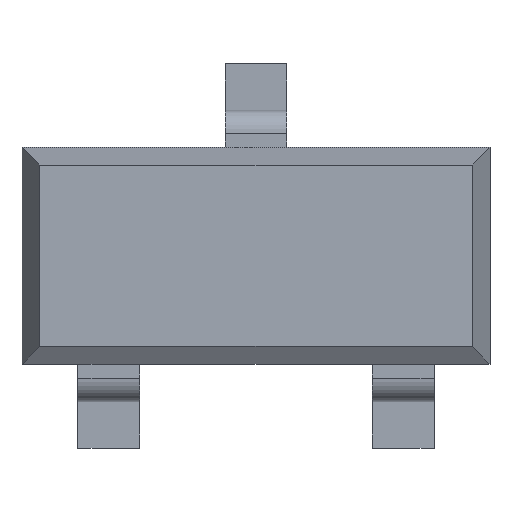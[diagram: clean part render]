
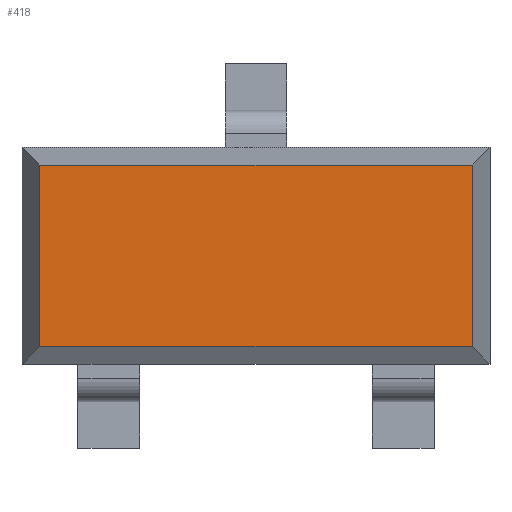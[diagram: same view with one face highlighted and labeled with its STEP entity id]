
A CAD part, top view. The second image highlights one B-rep face of the part: STEP entity #418.
In plain terms, the highlighted planar face has unit normal (0, 0, 1).
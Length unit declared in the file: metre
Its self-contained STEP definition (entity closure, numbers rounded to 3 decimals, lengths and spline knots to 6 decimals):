
#344 = EDGE_CURVE( '', #822, #734, #823, .T. );
#414 = EDGE_CURVE( '', #734, #912, #913, .T. );
#418 = ADVANCED_FACE( '', ( #917 ), #918, .T. );
#432 = EDGE_CURVE( '', #936, #822, #937, .T. );
#448 = EDGE_CURVE( '', #912, #936, #957, .T. );
#734 = VERTEX_POINT( '', #1300 );
#822 = VERTEX_POINT( '', #1430 );
#823 = LINE( '', #1431, #1432 );
#912 = VERTEX_POINT( '', #1572 );
#913 = LINE( '', #1573, #1574 );
#917 = FACE_OUTER_BOUND( '', #1579, .T. );
#918 = PLANE( '', #1580 );
#936 = VERTEX_POINT( '', #1605 );
#937 = LINE( '', #1606, #1607 );
#957 = LINE( '', #1636, #1637 );
#1300 = CARTESIAN_POINT( '', ( 0.001395, 0.000585, 0.001122 ) );
#1430 = CARTESIAN_POINT( '', ( 0.001395, -0.000585, 0.001122 ) );
#1431 = CARTESIAN_POINT( '', ( 0.001395, 0.0007, 0.001122 ) );
#1432 = VECTOR( '', #2149, 1. );
#1572 = CARTESIAN_POINT( '', ( -0.001395, 0.000585, 0.001122 ) );
#1573 = CARTESIAN_POINT( '', ( -0.00151, 0.000585, 0.001122 ) );
#1574 = VECTOR( '', #2241, 1. );
#1579 = EDGE_LOOP( '', ( #2246, #2247, #2248, #2249 ) );
#1580 = AXIS2_PLACEMENT_3D( '', #2250, #2251, #2252 );
#1605 = CARTESIAN_POINT( '', ( -0.001395, -0.000585, 0.001122 ) );
#1606 = CARTESIAN_POINT( '', ( 0.00151, -0.000585, 0.001122 ) );
#1607 = VECTOR( '', #2294, 1. );
#1636 = CARTESIAN_POINT( '', ( -0.001395, -0.0007, 0.001122 ) );
#1637 = VECTOR( '', #2331, 1. );
#2149 = DIRECTION( '', ( 0., 1., 0. ) );
#2241 = DIRECTION( '', ( -1., 0., 0. ) );
#2246 = ORIENTED_EDGE( '', *, *, #448, .T. );
#2247 = ORIENTED_EDGE( '', *, *, #432, .T. );
#2248 = ORIENTED_EDGE( '', *, *, #344, .T. );
#2249 = ORIENTED_EDGE( '', *, *, #414, .T. );
#2250 = CARTESIAN_POINT( '', ( 0., 0., 0.001122 ) );
#2251 = DIRECTION( '', ( 0., 0., 1. ) );
#2252 = DIRECTION( '', ( 1., 0., 0. ) );
#2294 = DIRECTION( '', ( 1., 0., 0. ) );
#2331 = DIRECTION( '', ( 0., -1., 0. ) );
